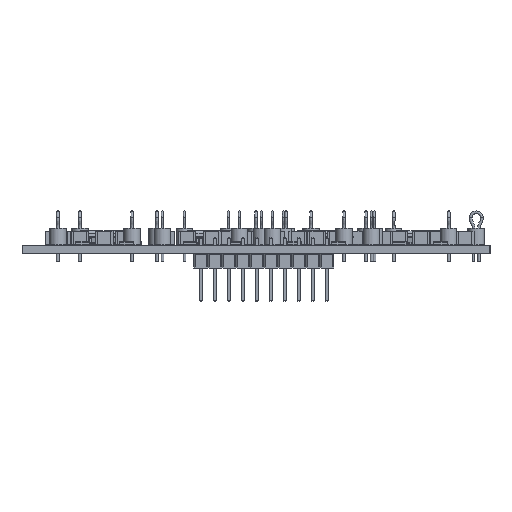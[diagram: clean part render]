
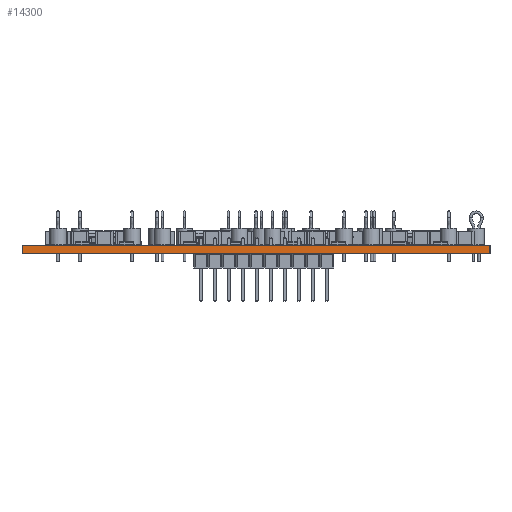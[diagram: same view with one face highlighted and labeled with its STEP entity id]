
A CAD part, left-side view. The second image highlights one B-rep face of the part: STEP entity #14300.
In plain terms, the highlighted planar face has unit normal (-1, 0, 0).
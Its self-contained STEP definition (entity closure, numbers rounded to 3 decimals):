
#14244 = VERTEX_POINT('',#14245);
#14245 = CARTESIAN_POINT('',(87.5,-142.5,1.51));
#14251 = EDGE_CURVE('',#14252,#14244,#14254,.T.);
#14252 = VERTEX_POINT('',#14253);
#14253 = CARTESIAN_POINT('',(87.5,-142.5,0.));
#14254 = LINE('',#14255,#14256);
#14255 = CARTESIAN_POINT('',(87.5,-142.5,0.));
#14256 = VECTOR('',#14257,1.);
#14257 = DIRECTION('',(0.,0.,1.));
#14300 = ADVANCED_FACE('',(#14301),#14326,.T.);
#14301 = FACE_BOUND('',#14302,.T.);
#14302 = EDGE_LOOP('',(#14303,#14304,#14312,#14320));
#14303 = ORIENTED_EDGE('',*,*,#14251,.T.);
#14304 = ORIENTED_EDGE('',*,*,#14305,.T.);
#14305 = EDGE_CURVE('',#14244,#14306,#14308,.T.);
#14306 = VERTEX_POINT('',#14307);
#14307 = CARTESIAN_POINT('',(87.5,-57.5,1.51));
#14308 = LINE('',#14309,#14310);
#14309 = CARTESIAN_POINT('',(87.5,-142.5,1.51));
#14310 = VECTOR('',#14311,1.);
#14311 = DIRECTION('',(0.,1.,0.));
#14312 = ORIENTED_EDGE('',*,*,#14313,.F.);
#14313 = EDGE_CURVE('',#14314,#14306,#14316,.T.);
#14314 = VERTEX_POINT('',#14315);
#14315 = CARTESIAN_POINT('',(87.5,-57.5,0.));
#14316 = LINE('',#14317,#14318);
#14317 = CARTESIAN_POINT('',(87.5,-57.5,0.));
#14318 = VECTOR('',#14319,1.);
#14319 = DIRECTION('',(0.,0.,1.));
#14320 = ORIENTED_EDGE('',*,*,#14321,.F.);
#14321 = EDGE_CURVE('',#14252,#14314,#14322,.T.);
#14322 = LINE('',#14323,#14324);
#14323 = CARTESIAN_POINT('',(87.5,-142.5,0.));
#14324 = VECTOR('',#14325,1.);
#14325 = DIRECTION('',(0.,1.,0.));
#14326 = PLANE('',#14327);
#14327 = AXIS2_PLACEMENT_3D('',#14328,#14329,#14330);
#14328 = CARTESIAN_POINT('',(87.5,-142.5,0.));
#14329 = DIRECTION('',(-1.,0.,0.));
#14330 = DIRECTION('',(0.,1.,0.));
